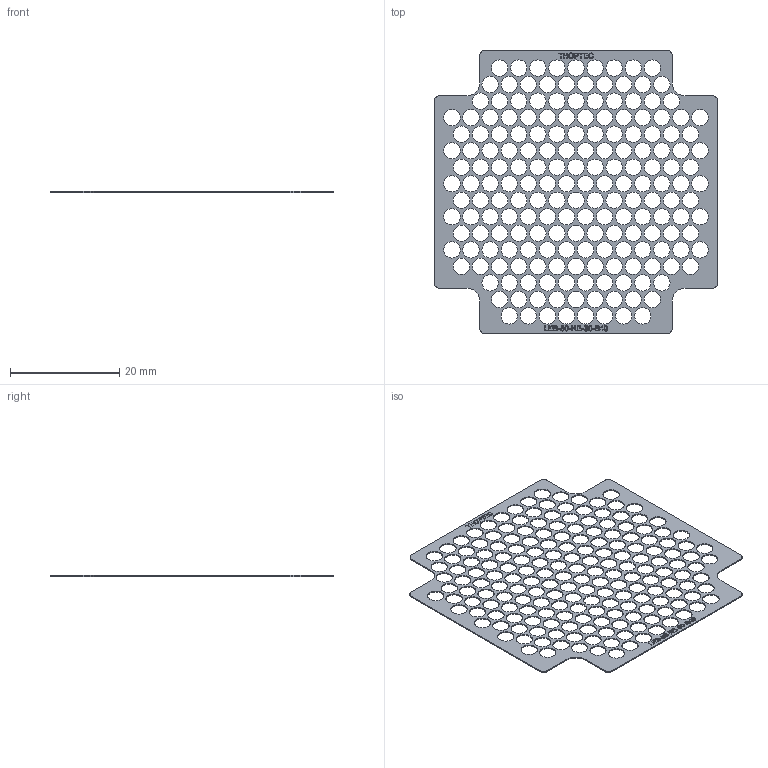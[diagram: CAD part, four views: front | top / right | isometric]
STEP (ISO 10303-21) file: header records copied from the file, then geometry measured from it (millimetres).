
FILE_DESCRIPTION (( 'STEP AP214' ), '1' );
FILE_NAME ('LEB-50-RE-30-B40.STEP', '2013-05-16T09:44:08', ( '' ), ( '' ), 'SwSTEP 2.0', 'SolidWorks 2013', '' );
FILE_SCHEMA (( 'AUTOMOTIVE_DESIGN' ));
Length unit declared in the file: millimetre
Products named in the file (1): LEB-50-RE-30-B40
Bounding box: 52 x 52 x 0.2 mm (x, y, z)
Volume: 214.1 mm3; surface area: 2544.9 mm2
Topology: 1 solids, 1 shells, 618 faces, 1746 edges, 1164 vertices
Faces by surface type: bspline 217, cylinder 204, plane 197
Full cylindrical faces by diameter (mm): 3 x192
Entity records: 21122 total; most frequent: CARTESIAN_POINT 6158, ORIENTED_EDGE 3108, DIRECTION 2332, EDGE_CURVE 1554, EDGE_LOOP 1228, VERTEX_POINT 1164, AXIS2_PLACEMENT_3D 810, FACE_OUTER_BOUND 810
